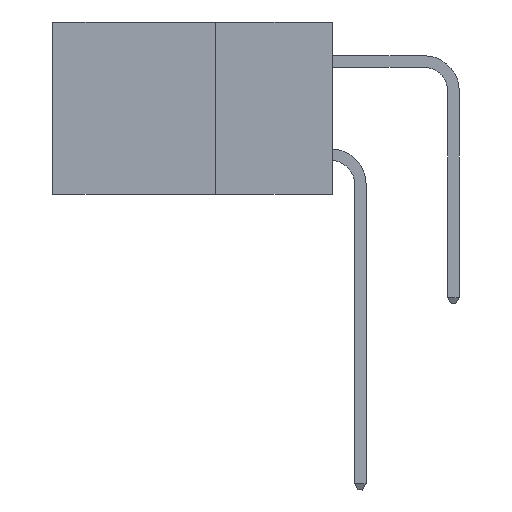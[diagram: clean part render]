
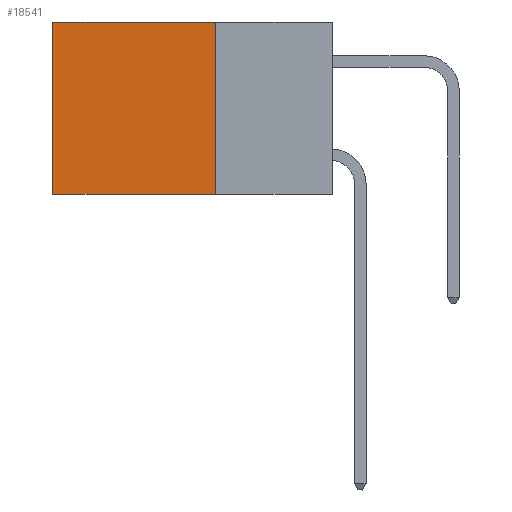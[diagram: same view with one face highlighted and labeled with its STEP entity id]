
A CAD part, left-side view. The second image highlights one B-rep face of the part: STEP entity #18541.
In plain terms, the highlighted planar face has unit normal (-1, 0, 0).
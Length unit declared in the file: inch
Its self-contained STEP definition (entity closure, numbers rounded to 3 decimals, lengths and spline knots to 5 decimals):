
#164 = LINE ( 'NONE', #17545, #12999 ) ;
#253 = DIRECTION ( 'NONE',  ( 1., 0., 0. ) ) ;
#573 = CARTESIAN_POINT ( 'NONE',  ( 0.298, 0.25, -0.37 ) ) ;
#1893 = LINE ( 'NONE', #573, #18563 ) ;
#1902 = CARTESIAN_POINT ( 'NONE',  ( 0.298, 0.25, 0. ) ) ;
#1971 = ORIENTED_EDGE ( 'NONE', *, *, #5806, .T. ) ;
#4438 = AXIS2_PLACEMENT_3D ( 'NONE', #19551, #253, #11480 ) ;
#5094 = VERTEX_POINT ( 'NONE', #19147 ) ;
#5660 = VECTOR ( 'NONE', #14808, 39.37008 ) ;
#5806 = EDGE_CURVE ( 'NONE', #15149, #5094, #8254, .T. ) ;
#5891 = FACE_OUTER_BOUND ( 'NONE', #15359, .T. ) ;
#5990 = ORIENTED_EDGE ( 'NONE', *, *, #17914, .T. ) ;
#7010 = DIRECTION ( 'NONE',  ( 0., 1., 0. ) ) ;
#7191 = EDGE_CURVE ( 'NONE', #9396, #13714, #164, .T. ) ;
#8254 = LINE ( 'NONE', #16829, #16408 ) ;
#9321 = CARTESIAN_POINT ( 'NONE',  ( 0.298, 0.25, 0. ) ) ;
#9396 = VERTEX_POINT ( 'NONE', #9321 ) ;
#10991 = EDGE_CURVE ( 'NONE', #13714, #5094, #1893, .T. ) ;
#11480 = DIRECTION ( 'NONE',  ( 0., 0., -1. ) ) ;
#12417 = ORIENTED_EDGE ( 'NONE', *, *, #10991, .F. ) ;
#12999 = VECTOR ( 'NONE', #18548, 39.37008 ) ;
#13714 = VERTEX_POINT ( 'NONE', #17454 ) ;
#14306 = LINE ( 'NONE', #1902, #5660 ) ;
#14808 = DIRECTION ( 'NONE',  ( 0., 1., 0. ) ) ;
#14975 = CARTESIAN_POINT ( 'NONE',  ( 0.298, 0.6, 0. ) ) ;
#15149 = VERTEX_POINT ( 'NONE', #14975 ) ;
#15359 = EDGE_LOOP ( 'NONE', ( #1971, #12417, #20306, #5990 ) ) ;
#16408 = VECTOR ( 'NONE', #19024, 39.37008 ) ;
#16829 = CARTESIAN_POINT ( 'NONE',  ( 0.298, 0.6, 0. ) ) ;
#17454 = CARTESIAN_POINT ( 'NONE',  ( 0.298, 0.25, -0.37 ) ) ;
#17545 = CARTESIAN_POINT ( 'NONE',  ( 0.298, 0.25, 0. ) ) ;
#17914 = EDGE_CURVE ( 'NONE', #9396, #15149, #14306, .T. ) ;
#17994 = PLANE ( 'NONE',  #4438 ) ;
#18541 = ADVANCED_FACE ( 'NONE', ( #5891 ), #17994, .F. ) ;
#18548 = DIRECTION ( 'NONE',  ( 0., 0., -1. ) ) ;
#18563 = VECTOR ( 'NONE', #7010, 39.37008 ) ;
#19024 = DIRECTION ( 'NONE',  ( 0., 0., -1. ) ) ;
#19147 = CARTESIAN_POINT ( 'NONE',  ( 0.298, 0.6, -0.37 ) ) ;
#19551 = CARTESIAN_POINT ( 'NONE',  ( 0.298, 0.25, 0. ) ) ;
#20306 = ORIENTED_EDGE ( 'NONE', *, *, #7191, .F. ) ;
